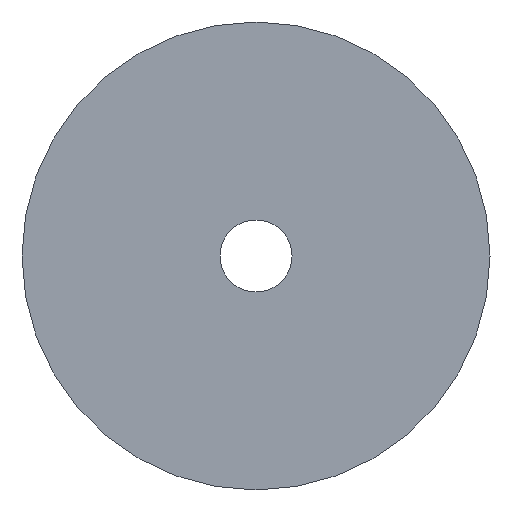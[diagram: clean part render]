
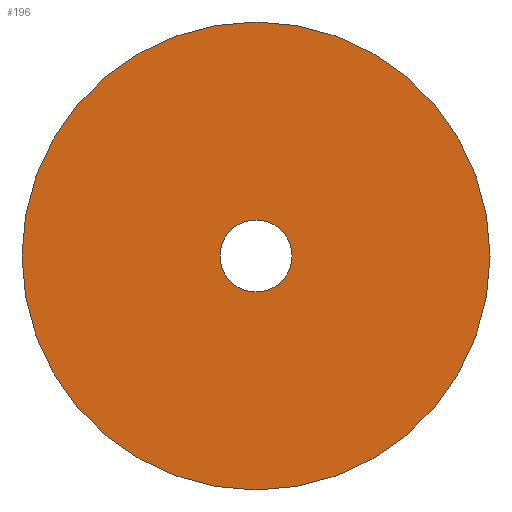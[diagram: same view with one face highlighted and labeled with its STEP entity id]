
A CAD part, top view. The second image highlights one B-rep face of the part: STEP entity #196.
In plain terms, the highlighted planar face has unit normal (0, 0, 1).
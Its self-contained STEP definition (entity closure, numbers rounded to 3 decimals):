
#19=FACE_BOUND('',#48,.T.);
#21=CIRCLE('',#220,2.);
#23=CIRCLE('',#223,13.);
#34=FACE_OUTER_BOUND('',#47,.T.);
#47=EDGE_LOOP('',(#175));
#48=EDGE_LOOP('',(#176));
#102=VERTEX_POINT('',#319);
#104=VERTEX_POINT('',#325);
#125=EDGE_CURVE('',#102,#102,#21,.T.);
#128=EDGE_CURVE('',#104,#104,#23,.T.);
#175=ORIENTED_EDGE('',*,*,#128,.F.);
#176=ORIENTED_EDGE('',*,*,#125,.T.);
#185=PLANE('',#225);
#196=ADVANCED_FACE('',(#34,#19),#185,.F.);
#220=AXIS2_PLACEMENT_3D('',#321,#265,#266);
#223=AXIS2_PLACEMENT_3D('',#327,#272,#273);
#225=AXIS2_PLACEMENT_3D('',#329,#276,#277);
#265=DIRECTION('center_axis',(0.,0.,-1.));
#266=DIRECTION('ref_axis',(1.,0.,0.));
#272=DIRECTION('center_axis',(0.,0.,-1.));
#273=DIRECTION('ref_axis',(-1.,0.,0.));
#276=DIRECTION('center_axis',(0.,0.,-1.));
#277=DIRECTION('ref_axis',(-1.,0.,0.));
#319=CARTESIAN_POINT('',(14.,22.,34.));
#321=CARTESIAN_POINT('Origin',(16.,22.,34.));
#325=CARTESIAN_POINT('',(29.,22.,34.));
#327=CARTESIAN_POINT('Origin',(16.,22.,34.));
#329=CARTESIAN_POINT('Origin',(16.,22.,34.));
